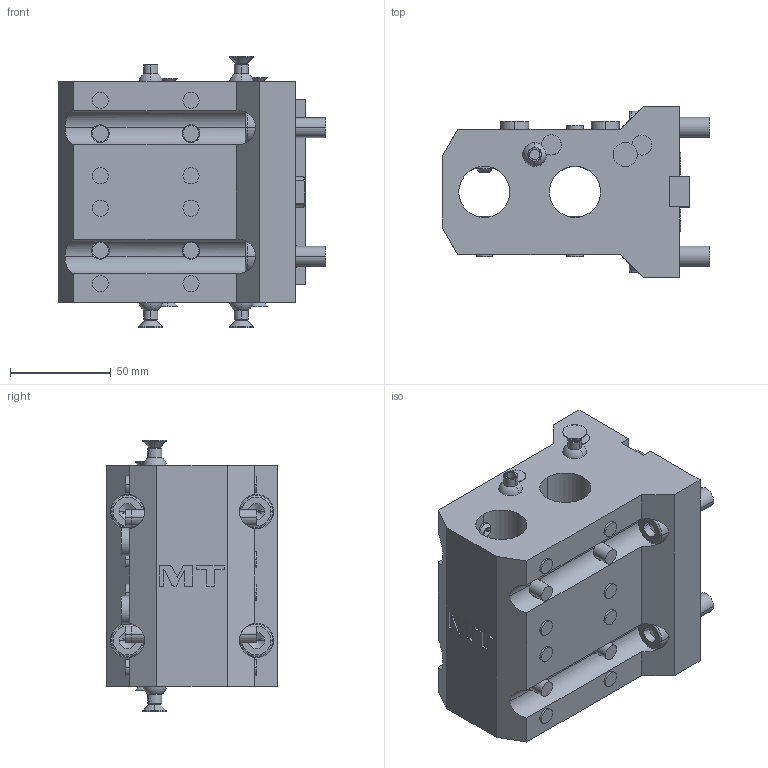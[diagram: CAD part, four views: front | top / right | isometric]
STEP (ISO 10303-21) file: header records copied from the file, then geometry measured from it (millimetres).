
FILE_DESCRIPTION((''),'2;1');
FILE_NAME('DWO0092540_CONF','2023-03-03T11:30:52',('smalpassi'),('M.T. srl'),'CREO PARAMETRIC BY PTC INC, 2021072','CREO PARAMETRIC BY PTC INC, 2021072','');
FILE_SCHEMA(('CONFIG_CONTROL_DESIGN'));
Length unit declared in the file: millimetre
Products named in the file (1): DWO0092540_CONF
Bounding box: 133 x 85 x 134.62 mm (x, y, z)
Volume: 725683.4 mm3; surface area: 94284.8 mm2
Topology: 1 solids, 1 shells, 420 faces, 1030 edges, 642 vertices
Faces by surface type: cylinder 166, plane 127, cone 105, torus 12, sphere 8, extrusion 2
Entity records: 15279 total; most frequent: CARTESIAN_POINT 5419, DIRECTION 2069, ORIENTED_EDGE 2020, EDGE_CURVE 1010, AXIS2_PLACEMENT_3D 808, VERTEX_POINT 642, EDGE_LOOP 480, VECTOR 453
